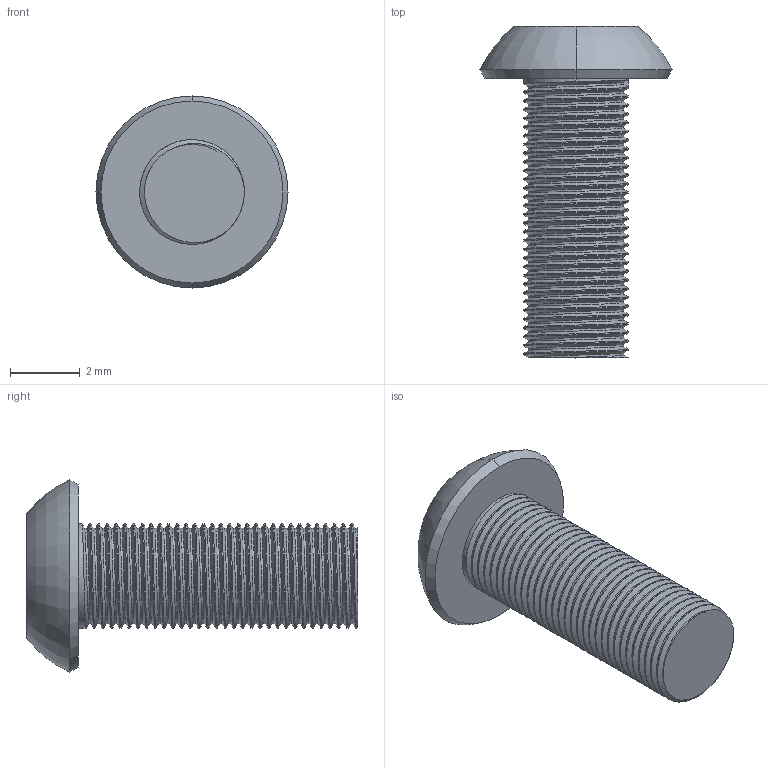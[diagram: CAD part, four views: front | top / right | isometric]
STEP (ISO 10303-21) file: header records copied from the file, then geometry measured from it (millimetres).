
FILE_DESCRIPTION (( 'STEP AP214' ), '1' );
FILE_NAME ('Screw_Machine_M3x8.STEP', '2019-12-07T17:37:36', ( '' ), ( '' ), 'SwSTEP 2.0', 'SolidWorks 2016', '' );
FILE_SCHEMA (( 'AUTOMOTIVE_DESIGN' ));
Length unit declared in the file: millimetre
Products named in the file (1): Screw_Machine_M3x8
Bounding box: 5.5 x 9.5 x 5.5 mm (x, y, z)
Volume: 75.8 mm3; surface area: 180.7 mm2
Topology: 1 solids, 1 shells, 131 faces, 362 edges, 238 vertices
Faces by surface type: cylinder 70, plane 37, bspline 18, torus 4, cone 2
Entity records: 9142 total; most frequent: CARTESIAN_POINT 5829, ORIENTED_EDGE 724, DIRECTION 436, EDGE_CURVE 362, VERTEX_POINT 238, LINE 178, VECTOR 178, EDGE_LOOP 136
